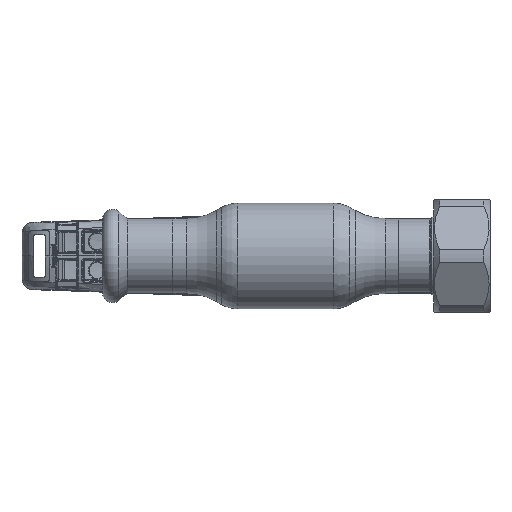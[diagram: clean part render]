
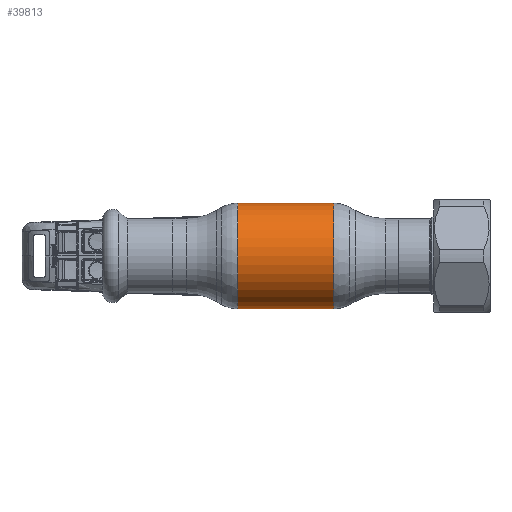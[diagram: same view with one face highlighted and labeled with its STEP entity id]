
A CAD part, front view. The second image highlights one B-rep face of the part: STEP entity #39813.
In plain terms, the highlighted cylindrical face has radius 15 mm (diameter 30 mm), a partial arc.
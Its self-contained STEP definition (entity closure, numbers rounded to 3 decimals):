
#32 = DIRECTION ( 'NONE',  ( -1., 0., 0. ) ) ;
#3743 = CARTESIAN_POINT ( 'NONE',  ( -62.69, 0., 0. ) ) ;
#6796 = DIRECTION ( 'NONE',  ( -1., 0., 0. ) ) ;
#7508 = EDGE_LOOP ( 'NONE', ( #54757, #33108, #11359, #53389 ) ) ;
#8169 = FACE_OUTER_BOUND ( 'NONE', #7508, .T. ) ;
#9283 = CARTESIAN_POINT ( 'NONE',  ( -13.588, 0., -15. ) ) ;
#11359 = ORIENTED_EDGE ( 'NONE', *, *, #33301, .T. ) ;
#11706 = CARTESIAN_POINT ( 'NONE',  ( 13.588, 0., -15. ) ) ;
#12157 = DIRECTION ( 'NONE',  ( 0., 0., 1. ) ) ;
#12965 = DIRECTION ( 'NONE',  ( -1., 0., 0. ) ) ;
#15369 = CIRCLE ( 'NONE', #60803, 15. ) ;
#19070 = CARTESIAN_POINT ( 'NONE',  ( -62.69, 0., -15. ) ) ;
#19576 = CARTESIAN_POINT ( 'NONE',  ( 13.588, 0., 15. ) ) ;
#22479 = EDGE_CURVE ( 'NONE', #56371, #42269, #15369, .T. ) ;
#23911 = CARTESIAN_POINT ( 'NONE',  ( -62.69, 0., 15. ) ) ;
#24238 = CYLINDRICAL_SURFACE ( 'NONE', #36150, 15. ) ;
#33108 = ORIENTED_EDGE ( 'NONE', *, *, #22479, .T. ) ;
#33301 = EDGE_CURVE ( 'NONE', #42269, #37997, #60630, .T. ) ;
#33738 = AXIS2_PLACEMENT_3D ( 'NONE', #34067, #48807, #39399 ) ;
#34067 = CARTESIAN_POINT ( 'NONE',  ( -13.588, 0., 0. ) ) ;
#35467 = CARTESIAN_POINT ( 'NONE',  ( -13.588, 0., 15. ) ) ;
#36150 = AXIS2_PLACEMENT_3D ( 'NONE', #3743, #12965, #43416 ) ;
#36433 = CARTESIAN_POINT ( 'NONE',  ( 13.588, 0., 0. ) ) ;
#37628 = VECTOR ( 'NONE', #58050, 1000. ) ;
#37997 = VERTEX_POINT ( 'NONE', #35467 ) ;
#39399 = DIRECTION ( 'NONE',  ( 0., 0., 1. ) ) ;
#39581 = VECTOR ( 'NONE', #32, 1000. ) ;
#39813 = ADVANCED_FACE ( 'NONE', ( #8169 ), #24238, .T. ) ;
#42269 = VERTEX_POINT ( 'NONE', #19576 ) ;
#43416 = DIRECTION ( 'NONE',  ( 0., 0., 1. ) ) ;
#45452 = CIRCLE ( 'NONE', #33738, 15. ) ;
#48807 = DIRECTION ( 'NONE',  ( -1., 0., 0. ) ) ;
#53389 = ORIENTED_EDGE ( 'NONE', *, *, #56151, .F. ) ;
#54757 = ORIENTED_EDGE ( 'NONE', *, *, #55212, .F. ) ;
#54765 = VERTEX_POINT ( 'NONE', #9283 ) ;
#55212 = EDGE_CURVE ( 'NONE', #56371, #54765, #58739, .T. ) ;
#56151 = EDGE_CURVE ( 'NONE', #54765, #37997, #45452, .T. ) ;
#56371 = VERTEX_POINT ( 'NONE', #11706 ) ;
#58050 = DIRECTION ( 'NONE',  ( -1., 0., 0. ) ) ;
#58739 = LINE ( 'NONE', #19070, #39581 ) ;
#60630 = LINE ( 'NONE', #23911, #37628 ) ;
#60803 = AXIS2_PLACEMENT_3D ( 'NONE', #36433, #6796, #12157 ) ;
